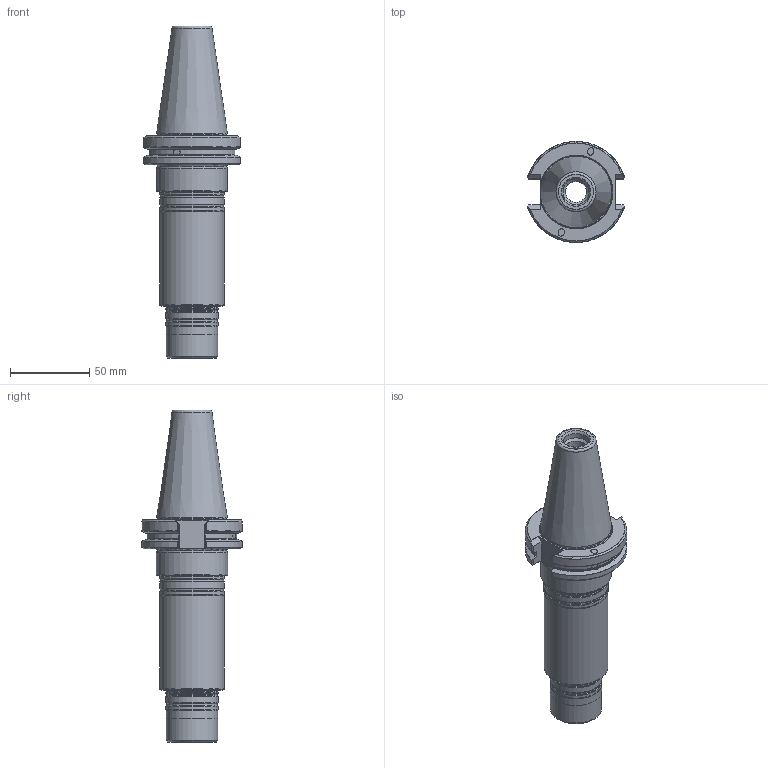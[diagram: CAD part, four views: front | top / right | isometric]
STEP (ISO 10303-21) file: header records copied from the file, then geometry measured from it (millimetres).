
FILE_DESCRIPTION(/* description */ (''),/* implementation_level */ '2;1');
FILE_NAME(/* name */ '434012576.stp',/* time_stamp */ '2021-01-08T12:39:04',/* author */ ('LRA'),/* organization */ ('REGO-FIX'),/* preprocessor_version */ ' Unknown',/* originating_system */ 'SIEMENS PLM Software Solid Edge ST10',/* authorization */ 'Unknown');
FILE_SCHEMA (('AUTOMOTIVE_DESIGN { 1 0 10303 214 2 1 1}'));
Length unit declared in the file: millimetre
Products named in the file (1): NOCUT
Bounding box: 61.04 x 63.58 x 209.05 mm (x, y, z)
Volume: 436557.2 mm3; surface area: 83911.6 mm2
Topology: 2 solids, 2 shells, 247 faces, 635 edges, 396 vertices
Faces by surface type: cone 74, plane 72, cylinder 67, torus 34
Full cylindrical faces by diameter (mm): 3.242 x6, 3.9 x2, 12 x2, 13.375 x2, 13.376 x4, 16.2 x1, 16.5 x1, 18 x2, 32 x2, 32.3 x1, 32.5 x3, 32.8 x3, 40 x1, 40.3 x1, 40.5 x3, 40.8 x3, 43.85 x2, 44.45 x1, 44.75 x1
Entity records: 8607 total; most frequent: CARTESIAN_POINT 1537, DIRECTION 1098, ORIENTED_EDGE 970, EDGE_CURVE 485, AXIS2_PLACEMENT_3D 470, FACE_BOUND 388, EDGE_LOOP 384, VERTEX_POINT 371
